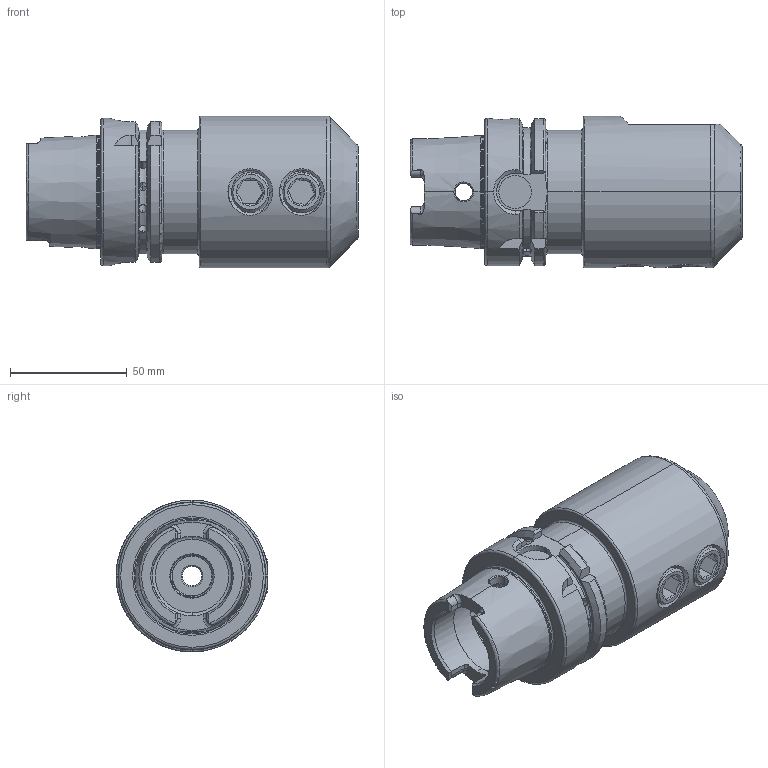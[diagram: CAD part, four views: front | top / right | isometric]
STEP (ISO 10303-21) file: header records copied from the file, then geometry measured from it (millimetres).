
FILE_DESCRIPTION (( 'STEP AP203' ), '1' );
FILE_NAME ('A63.05.25.STEP', '2016-09-05T07:51:04', ( '' ), ( '' ), 'SwSTEP 2.0', 'SolidWorks 2012', '' );
FILE_SCHEMA (( 'CONFIG_CONTROL_DESIGN' ));
Length unit declared in the file: millimetre
Products named in the file (3): 側固18_M18x2_20L; A63.05.25
Assembly tree (3 placements, depth 2):
  A63.05.25
    A63.05.25
    側固18_M18x2_20L  x2
Bounding box: 142 x 65 x 65 mm (x, y, z)
Volume: 284438.4 mm3; surface area: 56406.6 mm2
Topology: 3 solids, 3 shells, 406 faces, 1101 edges, 700 vertices
Faces by surface type: cylinder 182, plane 84, cone 51, bspline 49, torus 40
Entity records: 55946 total; most frequent: CARTESIAN_POINT 47607, ORIENTED_EDGE 1970, DIRECTION 1361, EDGE_CURVE 985, VERTEX_POINT 633, AXIS2_PLACEMENT_3D 539, EDGE_LOOP 388, FACE_OUTER_BOUND 367
